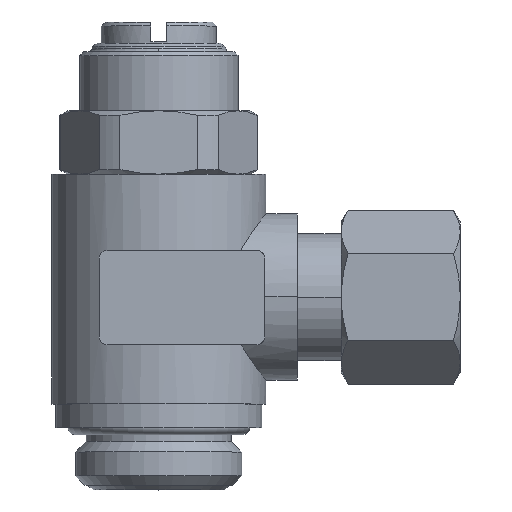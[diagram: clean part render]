
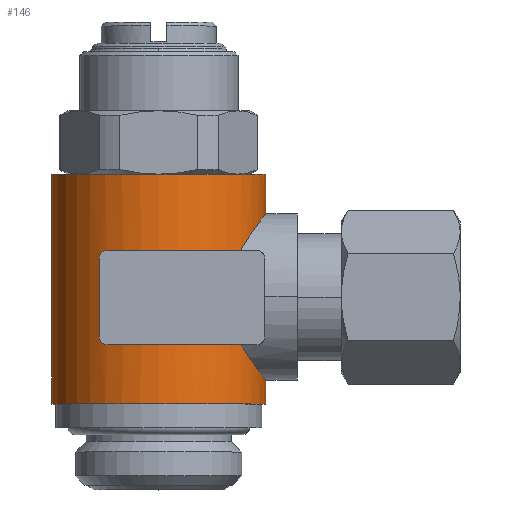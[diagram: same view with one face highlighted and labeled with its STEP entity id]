
A CAD part, top view. The second image highlights one B-rep face of the part: STEP entity #146.
In plain terms, the highlighted cylindrical face has radius 13.5 mm (diameter 27 mm), a partial arc.
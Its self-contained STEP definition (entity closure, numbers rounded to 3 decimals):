
#146=ADVANCED_FACE('',(#391),#392,.T.);
#391=FACE_OUTER_BOUND('',#680,.T.);
#392=CYLINDRICAL_SURFACE('',#681,13.5);
#680=EDGE_LOOP('',(#1535,#1536,#1537,#1538,#1539,#1540,#1541,#1542,#1543,#1544,#1545,#1546,#1547,#1548));
#681=AXIS2_PLACEMENT_3D('',#1549,#1550,#1551);
#1535=ORIENTED_EDGE('',*,*,#1874,.T.);
#1536=ORIENTED_EDGE('',*,*,#2090,.T.);
#1537=ORIENTED_EDGE('',*,*,#2105,.F.);
#1538=ORIENTED_EDGE('',*,*,#2106,.F.);
#1539=ORIENTED_EDGE('',*,*,#2107,.F.);
#1540=ORIENTED_EDGE('',*,*,#2108,.F.);
#1541=ORIENTED_EDGE('',*,*,#2109,.F.);
#1542=ORIENTED_EDGE('',*,*,#2110,.F.);
#1543=ORIENTED_EDGE('',*,*,#2111,.F.);
#1544=ORIENTED_EDGE('',*,*,#1896,.T.);
#1545=ORIENTED_EDGE('',*,*,#1878,.T.);
#1546=ORIENTED_EDGE('',*,*,#2112,.F.);
#1547=ORIENTED_EDGE('',*,*,#1876,.T.);
#1548=ORIENTED_EDGE('',*,*,#2113,.F.);
#1549=CARTESIAN_POINT('',(0.0,25.326,0.0));
#1550=DIRECTION('',(-0.0,1.0,0.0));
#1551=DIRECTION('',(1.0,0.0,0.0));
#1874=EDGE_CURVE('',#2239,#2240,#2241,.T.);
#1876=EDGE_CURVE('',#2244,#2242,#2245,.T.);
#1878=EDGE_CURVE('',#2248,#2246,#2249,.T.);
#1896=EDGE_CURVE('',#2283,#2248,#2284,.T.);
#2090=EDGE_CURVE('',#2240,#2591,#2593,.T.);
#2105=EDGE_CURVE('',#2614,#2591,#2616,.T.);
#2106=EDGE_CURVE('',#2617,#2614,#2618,.T.);
#2107=EDGE_CURVE('',#2619,#2617,#2620,.T.);
#2108=EDGE_CURVE('',#2621,#2619,#2622,.T.);
#2109=EDGE_CURVE('',#2623,#2621,#2624,.T.);
#2110=EDGE_CURVE('',#2625,#2623,#2626,.T.);
#2111=EDGE_CURVE('',#2283,#2625,#2627,.T.);
#2112=EDGE_CURVE('',#2244,#2246,#2628,.T.);
#2113=EDGE_CURVE('',#2239,#2242,#2629,.T.);
#2239=VERTEX_POINT('',#2796);
#2240=VERTEX_POINT('',#2797);
#2241=LINE('',#2798,#2799);
#2242=VERTEX_POINT('',#2800);
#2244=VERTEX_POINT('',#2802);
#2245=LINE('',#2803,#2804);
#2246=VERTEX_POINT('',#2805);
#2248=VERTEX_POINT('',#2807);
#2249=LINE('',#2808,#2809);
#2283=VERTEX_POINT('',#2912);
#2284=B_SPLINE_CURVE_WITH_KNOTS('',3,(#2913,#2914,#2915,#2916,#2917,#2918,#2919,#2920,#2921,#2922,#2923,#2924,#2925,#2926),.UNSPECIFIED.,.F.,.F.,(4,2,2,2,2,2,4),(40.069,40.117,42.252,44.331,46.41,48.489,50.568),.UNSPECIFIED.);
#2591=VERTEX_POINT('',#4011);
#2593=B_SPLINE_CURVE_WITH_KNOTS('',3,(#4014,#4015,#4016,#4017,#4018,#4019,#4020,#4021,#4022,#4023,#4024,#4025),.UNSPECIFIED.,.F.,.F.,(4,2,2,2,2,4),(16.856,18.935,21.014,23.093,25.173,27.154),.UNSPECIFIED.);
#2614=VERTEX_POINT('',#4067);
#2616=CIRCLE('',#4070,13.5);
#2617=VERTEX_POINT('',#4071);
#2618=CIRCLE('',#4072,13.5);
#2619=VERTEX_POINT('',#4073);
#2620=B_SPLINE_CURVE_WITH_KNOTS('',3,(#4074,#4075,#4076,#4077,#4078,#4079,#4080,#4081,#4082,#4083,#4084,#4085,#4086,#4087),.UNSPECIFIED.,.F.,.F.,(4,2,2,2,2,2,4),(2.832,3.204,3.593,3.981,4.403,4.824,5.234),.UNSPECIFIED.);
#2621=VERTEX_POINT('',#4088);
#2622=LINE('',#4089,#4090);
#2623=VERTEX_POINT('',#4091);
#2624=B_SPLINE_CURVE_WITH_KNOTS('',3,(#4092,#4093,#4094,#4095,#4096,#4097,#4098,#4099,#4100,#4101,#4102,#4103,#4104,#4105,#4106),.UNSPECIFIED.,.F.,.F.,(4,2,2,2,2,3,4),(-2.042,-1.62,-1.182,-0.744,-0.372,0.0,0.372),.UNSPECIFIED.);
#2625=VERTEX_POINT('',#4107);
#2626=CIRCLE('',#4108,13.5);
#2627=CIRCLE('',#4109,13.5);
#2628=CIRCLE('',#4110,13.5);
#2629=CIRCLE('',#4111,13.5);
#2796=CARTESIAN_POINT('',(13.5,10.826,0.0));
#2797=CARTESIAN_POINT('',(13.5,13.826,0.));
#2798=CARTESIAN_POINT('',(13.5,25.326,0.));
#2799=VECTOR('',#4274,1.0);
#2800=CARTESIAN_POINT('',(-13.5,10.826,0.));
#2802=CARTESIAN_POINT('',(-13.5,39.826,0.));
#2803=CARTESIAN_POINT('',(-13.5,25.326,0.));
#2804=VECTOR('',#4278,1.0);
#2805=CARTESIAN_POINT('',(13.5,39.826,0.0));
#2807=CARTESIAN_POINT('',(13.5,34.826,0.));
#2808=CARTESIAN_POINT('',(13.5,25.326,0.));
#2809=VECTOR('',#4282,1.0);
#2912=CARTESIAN_POINT('',(10.313,30.187,8.712));
#2913=CARTESIAN_POINT('',(10.313,30.187,8.712));
#2914=CARTESIAN_POINT('',(10.32,30.2,8.703));
#2915=CARTESIAN_POINT('',(10.327,30.212,8.695));
#2916=CARTESIAN_POINT('',(10.652,30.782,8.308));
#2917=CARTESIAN_POINT('',(10.975,31.294,7.881));
#2918=CARTESIAN_POINT('',(11.568,32.195,6.98));
#2919=CARTESIAN_POINT('',(11.862,32.619,6.475));
#2920=CARTESIAN_POINT('',(12.405,33.379,5.362));
#2921=CARTESIAN_POINT('',(12.653,33.714,4.754));
#2922=CARTESIAN_POINT('',(13.065,34.262,3.467));
#2923=CARTESIAN_POINT('',(13.228,34.474,2.787));
#2924=CARTESIAN_POINT('',(13.446,34.756,1.4));
#2925=CARTESIAN_POINT('',(13.5,34.826,0.693));
#2926=CARTESIAN_POINT('',(13.5,34.826,0.));
#4011=CARTESIAN_POINT('',(10.403,18.307,8.604));
#4014=CARTESIAN_POINT('',(13.5,13.826,0.));
#4015=CARTESIAN_POINT('',(13.5,13.826,0.693));
#4016=CARTESIAN_POINT('',(13.446,13.896,1.4));
#4017=CARTESIAN_POINT('',(13.228,14.178,2.787));
#4018=CARTESIAN_POINT('',(13.065,14.39,3.467));
#4019=CARTESIAN_POINT('',(12.653,14.937,4.754));
#4020=CARTESIAN_POINT('',(12.405,15.273,5.362));
#4021=CARTESIAN_POINT('',(11.862,16.033,6.475));
#4022=CARTESIAN_POINT('',(11.568,16.457,6.98));
#4023=CARTESIAN_POINT('',(10.996,17.325,7.848));
#4024=CARTESIAN_POINT('',(10.699,17.796,8.246));
#4025=CARTESIAN_POINT('',(10.403,18.307,8.604));
#4067=CARTESIAN_POINT('',(0.0,18.307,13.5));
#4070=AXIS2_PLACEMENT_3D('',#4632,#4633,#4634);
#4071=CARTESIAN_POINT('',(-6.534,18.307,11.813));
#4072=AXIS2_PLACEMENT_3D('',#4635,#4636,#4637);
#4073=CARTESIAN_POINT('',(-7.524,19.297,11.209));
#4074=CARTESIAN_POINT('',(-7.451,19.669,11.257));
#4075=CARTESIAN_POINT('',(-7.499,19.551,11.226));
#4076=CARTESIAN_POINT('',(-7.524,19.421,11.209));
#4077=CARTESIAN_POINT('',(-7.524,19.167,11.209));
#4078=CARTESIAN_POINT('',(-7.497,19.032,11.227));
#4079=CARTESIAN_POINT('',(-7.394,18.789,11.295));
#4080=CARTESIAN_POINT('',(-7.318,18.681,11.345));
#4081=CARTESIAN_POINT('',(-7.143,18.507,11.456));
#4082=CARTESIAN_POINT('',(-7.031,18.431,11.525));
#4083=CARTESIAN_POINT('',(-6.788,18.331,11.67));
#4084=CARTESIAN_POINT('',(-6.657,18.307,11.745));
#4085=CARTESIAN_POINT('',(-6.414,18.307,11.88));
#4086=CARTESIAN_POINT('',(-6.284,18.33,11.949));
#4087=CARTESIAN_POINT('',(-6.162,18.38,12.012));
#4088=CARTESIAN_POINT('',(-7.524,29.197,11.209));
#4089=CARTESIAN_POINT('',(-7.524,24.247,11.209));
#4090=VECTOR('',#4638,1.0);
#4091=CARTESIAN_POINT('',(-6.534,30.187,11.813));
#4092=CARTESIAN_POINT('',(-6.152,30.111,12.017));
#4093=CARTESIAN_POINT('',(-6.277,30.163,11.953));
#4094=CARTESIAN_POINT('',(-6.411,30.187,11.882));
#4095=CARTESIAN_POINT('',(-6.662,30.187,11.743));
#4096=CARTESIAN_POINT('',(-6.798,30.161,11.665));
#4097=CARTESIAN_POINT('',(-7.048,30.054,11.515));
#4098=CARTESIAN_POINT('',(-7.164,29.973,11.443));
#4099=CARTESIAN_POINT('',(-7.333,29.792,11.335));
#4100=CARTESIAN_POINT('',(-7.404,29.687,11.289));
#4101=CARTESIAN_POINT('',(-7.499,29.451,11.226));
#4102=CARTESIAN_POINT('',(-7.524,29.321,11.209));
#4103=CARTESIAN_POINT('',(-7.524,29.197,11.209));
#4104=CARTESIAN_POINT('',(-7.524,29.073,11.209));
#4105=CARTESIAN_POINT('',(-7.499,28.943,11.226));
#4106=CARTESIAN_POINT('',(-7.451,28.825,11.257));
#4107=CARTESIAN_POINT('',(0.0,30.187,13.5));
#4108=AXIS2_PLACEMENT_3D('',#4639,#4640,#4641);
#4109=AXIS2_PLACEMENT_3D('',#4642,#4643,#4644);
#4110=AXIS2_PLACEMENT_3D('',#4645,#4646,#4647);
#4111=AXIS2_PLACEMENT_3D('',#4648,#4649,#4650);
#4274=DIRECTION('',(0.0,1.0,0.0));
#4278=DIRECTION('',(-0.0,-1.0,-0.0));
#4282=DIRECTION('',(0.0,1.0,0.0));
#4632=CARTESIAN_POINT('',(0.0,18.307,0.0));
#4633=DIRECTION('',(-0.0,1.0,0.0));
#4634=DIRECTION('',(1.0,0.0,0.0));
#4635=CARTESIAN_POINT('',(0.0,18.307,0.0));
#4636=DIRECTION('',(-0.0,1.0,0.0));
#4637=DIRECTION('',(1.0,0.0,0.0));
#4638=DIRECTION('',(-0.0,-1.0,-0.0));
#4639=CARTESIAN_POINT('',(0.0,30.187,0.0));
#4640=DIRECTION('',(0.0,-1.0,0.0));
#4641=DIRECTION('',(1.0,0.0,0.0));
#4642=CARTESIAN_POINT('',(0.0,30.187,0.0));
#4643=DIRECTION('',(0.0,-1.0,0.0));
#4644=DIRECTION('',(1.0,0.0,0.0));
#4645=CARTESIAN_POINT('',(0.0,39.826,0.0));
#4646=DIRECTION('',(-0.0,1.0,0.0));
#4647=DIRECTION('',(1.0,0.0,0.0));
#4648=CARTESIAN_POINT('',(0.0,10.826,0.0));
#4649=DIRECTION('',(0.0,-1.0,0.0));
#4650=DIRECTION('',(1.0,0.0,0.0));
